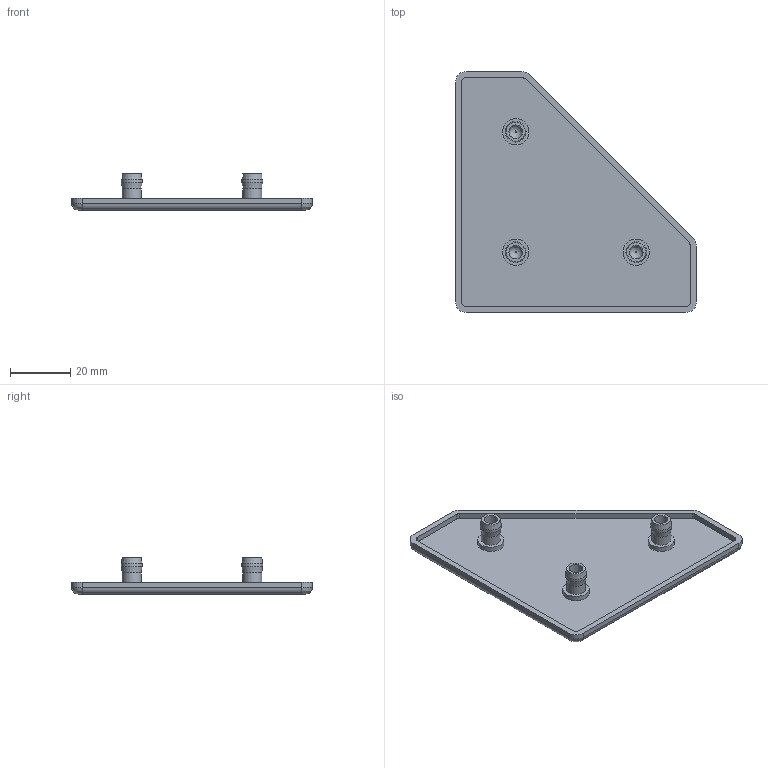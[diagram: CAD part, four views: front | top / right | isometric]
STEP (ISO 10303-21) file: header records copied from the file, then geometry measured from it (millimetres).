
FILE_DESCRIPTION((''),'2;1');
FILE_NAME('SZ0023S-A.stp','2013-08-20T07:54:38',('janine behrens'),(''),'Autodesk Inventor 2012','Autodesk Inventor 2012','');
FILE_SCHEMA(('AUTOMOTIVE_DESIGN { 1 0 10303 214 1 1 1 1 }'));
Length unit declared in the file: millimetre
Products named in the file (1): SZ0023S-A
Bounding box: 80 x 80 x 12 mm (x, y, z)
Volume: 11170.5 mm3; surface area: 11930.4 mm2
Topology: 1 solids, 1 shells, 63 faces, 131 edges, 80 vertices
Faces by surface type: cylinder 27, plane 22, bspline 8, cone 6
Full cylindrical faces by diameter (mm): 4.5 x3, 6.3 x3, 6.9 x3, 8.7 x3
Entity records: 1857 total; most frequent: CARTESIAN_POINT 546, DIRECTION 287, ORIENTED_EDGE 220, AXIS2_PLACEMENT_3D 121, EDGE_CURVE 110, EDGE_LOOP 94, VERTEX_POINT 80, CIRCLE 65
